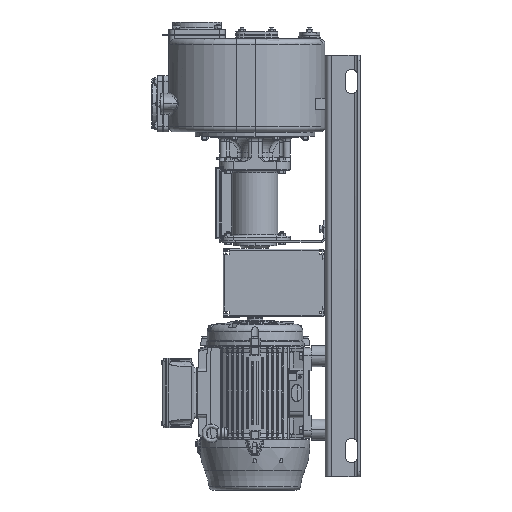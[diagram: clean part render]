
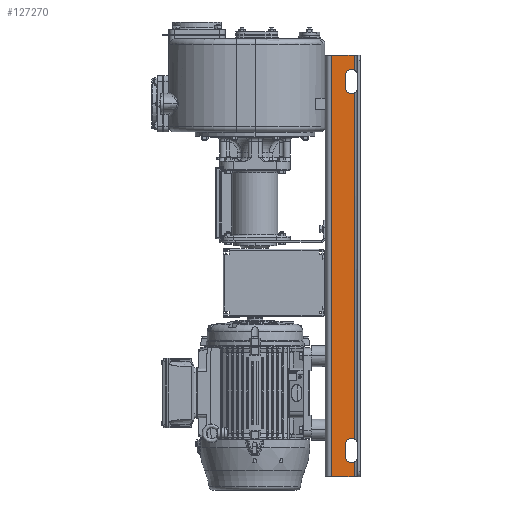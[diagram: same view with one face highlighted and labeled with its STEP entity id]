
A CAD part, left-side view. The second image highlights one B-rep face of the part: STEP entity #127270.
In plain terms, the highlighted planar face has unit normal (-1, 0, 0).
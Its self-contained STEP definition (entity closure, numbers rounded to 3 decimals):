
#149=DIRECTION('',(0.,0.,-1.));
#150=VECTOR('',#149,1200.);
#151=CARTESIAN_POINT('',(-185.,-18.,138.5));
#152=LINE('',#151,#150);
#5489=DIRECTION('',(0.,0.,-1.));
#5490=VECTOR('',#5489,35.);
#5491=CARTESIAN_POINT('',(-185.,-57.,81.));
#5492=LINE('',#5491,#5490);
#5493=CARTESIAN_POINT('',(-185.,-74.5,46.));
#5494=DIRECTION('',(1.,0.,0.));
#5495=DIRECTION('',(0.,-0.429,-0.904));
#5496=AXIS2_PLACEMENT_3D('',#5493,#5494,#5495);
#5498=DIRECTION('',(0.,0.,-1.));
#5499=VECTOR('',#5498,983.377);
#5500=CARTESIAN_POINT('',(-185.,-82.,30.189));
#5501=LINE('',#5500,#5499);
#5502=CARTESIAN_POINT('',(-185.,-74.5,-969.));
#5503=DIRECTION('',(1.,0.,0.));
#5504=DIRECTION('',(0.,1.,0.));
#5505=AXIS2_PLACEMENT_3D('',#5502,#5503,#5504);
#5507=DIRECTION('',(0.,0.,-1.));
#5508=VECTOR('',#5507,35.);
#5509=CARTESIAN_POINT('',(-185.,-57.,-969.));
#5510=LINE('',#5509,#5508);
#5511=CARTESIAN_POINT('',(-185.,-74.5,-1004.));
#5512=DIRECTION('',(1.,0.,0.));
#5513=DIRECTION('',(0.,-0.429,-0.904));
#5514=AXIS2_PLACEMENT_3D('',#5511,#5512,#5513);
#5516=DIRECTION('',(0.,0.,-1.));
#5517=VECTOR('',#5516,41.689);
#5518=CARTESIAN_POINT('',(-185.,-82.,-1019.811));
#5519=LINE('',#5518,#5517);
#5520=DIRECTION('',(0.,0.,-1.));
#5521=VECTOR('',#5520,41.689);
#5522=CARTESIAN_POINT('',(-185.,-82.,138.5));
#5523=LINE('',#5522,#5521);
#5524=CARTESIAN_POINT('',(-185.,-74.5,81.));
#5525=DIRECTION('',(1.,0.,0.));
#5526=DIRECTION('',(0.,1.,0.));
#5527=AXIS2_PLACEMENT_3D('',#5524,#5525,#5526);
#5587=CARTESIAN_POINT('',(-185.,-82.,30.189));
#5593=CARTESIAN_POINT('',(-185.,-82.,-953.189));
#5739=CARTESIAN_POINT('',(-185.,-82.,96.811));
#5977=DIRECTION('',(0.,1.,0.));
#5978=VECTOR('',#5977,64.);
#5979=CARTESIAN_POINT('',(-185.,-82.,138.5));
#5980=LINE('',#5979,#5978);
#6089=CARTESIAN_POINT('',(-185.,-82.,-1019.811));
#6313=DIRECTION('',(0.,1.,0.));
#6314=VECTOR('',#6313,64.);
#6315=CARTESIAN_POINT('',(-185.,-82.,-1061.5));
#6316=LINE('',#6315,#6314);
#121295=CARTESIAN_POINT('',(-185.,-82.,138.5));
#121297=VERTEX_POINT('',#121295);
#121298=CARTESIAN_POINT('',(-185.,-18.,138.5));
#121299=VERTEX_POINT('',#121298);
#121311=CARTESIAN_POINT('',(-185.,-82.,-1061.5));
#121313=VERTEX_POINT('',#121311);
#121314=CARTESIAN_POINT('',(-185.,-18.,-1061.5));
#121315=VERTEX_POINT('',#121314);
#121435=VERTEX_POINT('',#5587);
#121438=VERTEX_POINT('',#5739);
#121440=VERTEX_POINT('',#6089);
#121443=VERTEX_POINT('',#5593);
#121444=CARTESIAN_POINT('',(-185.,-57.,81.));
#121445=CARTESIAN_POINT('',(-185.,-57.,46.));
#121446=VERTEX_POINT('',#121444);
#121447=VERTEX_POINT('',#121445);
#121448=CARTESIAN_POINT('',(-185.,-57.,-1004.));
#121449=VERTEX_POINT('',#121448);
#121450=CARTESIAN_POINT('',(-185.,-57.,-969.));
#121451=VERTEX_POINT('',#121450);
#127241=CARTESIAN_POINT('',(-185.,-82.,138.5));
#127242=DIRECTION('',(-1.,0.,0.));
#127243=DIRECTION('',(0.,1.,0.));
#127244=AXIS2_PLACEMENT_3D('',#127241,#127242,#127243);
#127245=PLANE('',#127244);
#127246=ORIENTED_EDGE('',*,*,#127231,.T.);
#127248=ORIENTED_EDGE('',*,*,#127247,.F.);
#127250=ORIENTED_EDGE('',*,*,#127249,.T.);
#127252=ORIENTED_EDGE('',*,*,#127251,.F.);
#127254=ORIENTED_EDGE('',*,*,#127253,.T.);
#127256=ORIENTED_EDGE('',*,*,#127255,.F.);
#127258=ORIENTED_EDGE('',*,*,#127257,.T.);
#127260=ORIENTED_EDGE('',*,*,#127259,.T.);
#127261=ORIENTED_EDGE('',*,*,#123122,.F.);
#127263=ORIENTED_EDGE('',*,*,#127262,.F.);
#127265=ORIENTED_EDGE('',*,*,#127264,.T.);
#127267=ORIENTED_EDGE('',*,*,#127266,.F.);
#127268=EDGE_LOOP('',(#127246,#127248,#127250,#127252,#127254,#127256,#127258,
#127260,#127261,#127263,#127265,#127267));
#127269=FACE_OUTER_BOUND('',#127268,.F.);
#127270=ADVANCED_FACE('',(#127269),#127245,.T.);
#5497=CIRCLE('',#5496,17.5);
#5506=CIRCLE('',#5505,17.5);
#5515=CIRCLE('',#5514,17.5);
#5528=CIRCLE('',#5527,17.5);
#123122=EDGE_CURVE('',#121299,#121315,#152,.T.);
#127231=EDGE_CURVE('',#121446,#121447,#5492,.T.);
#127247=EDGE_CURVE('',#121435,#121447,#5497,.T.);
#127249=EDGE_CURVE('',#121435,#121443,#5501,.T.);
#127251=EDGE_CURVE('',#121451,#121443,#5506,.T.);
#127253=EDGE_CURVE('',#121451,#121449,#5510,.T.);
#127255=EDGE_CURVE('',#121440,#121449,#5515,.T.);
#127257=EDGE_CURVE('',#121440,#121313,#5519,.T.);
#127259=EDGE_CURVE('',#121313,#121315,#6316,.T.);
#127262=EDGE_CURVE('',#121297,#121299,#5980,.T.);
#127264=EDGE_CURVE('',#121297,#121438,#5523,.T.);
#127266=EDGE_CURVE('',#121446,#121438,#5528,.T.);
